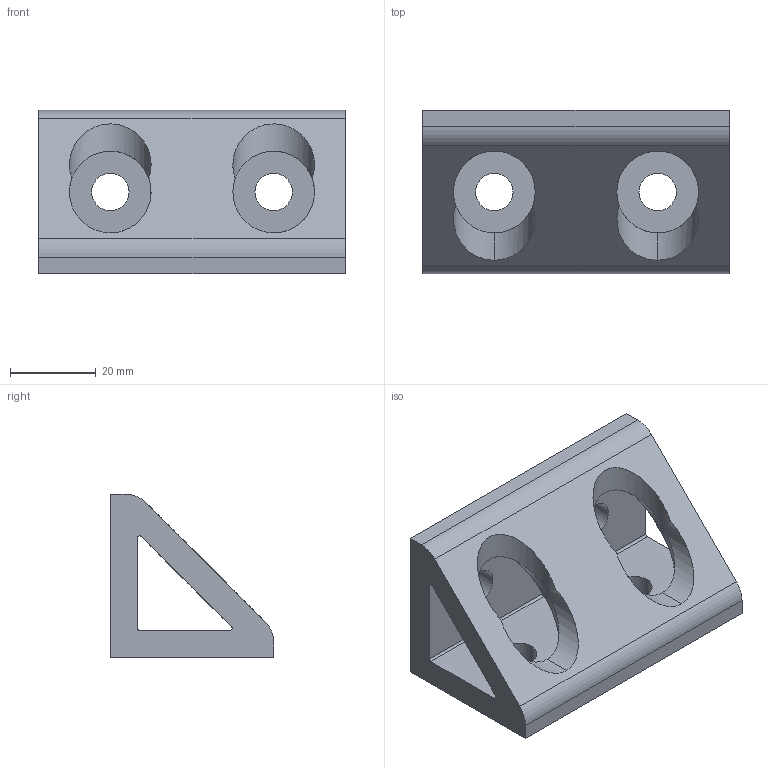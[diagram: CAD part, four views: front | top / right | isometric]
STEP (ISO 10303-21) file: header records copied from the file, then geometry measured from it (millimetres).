
FILE_DESCRIPTION((''),'2;1');
FILE_NAME('15CB4841.stp','2006-03-13T15:40:33',('Shawn Mantel'),('Faztek, LLC'),'Mechanical Desktop 2005','Mechanical Desktop 2005',', , ');
FILE_SCHEMA(('CONFIG_CONTROL_DESIGN'));
Length unit declared in the file: inch
Products named in the file (1): Product
Bounding box: 71.37 x 38.1 x 38.1 mm (x, y, z)
Volume: 41521.1 mm3; surface area: 15545.2 mm2
Topology: 1 solids, 1 shells, 52 faces, 144 edges, 92 vertices
Faces by surface type: cylinder 40, plane 12
Entity records: 1957 total; most frequent: CARTESIAN_POINT 461, DIRECTION 310, ORIENTED_EDGE 288, EDGE_CURVE 144, AXIS2_PLACEMENT_3D 125, VERTEX_POINT 92, EDGE_LOOP 64, VECTOR 60
